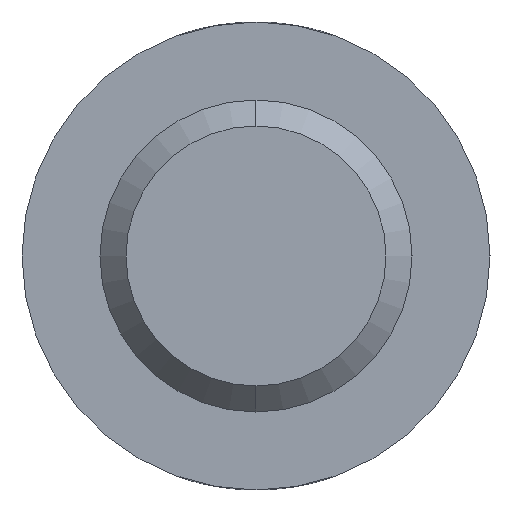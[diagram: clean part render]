
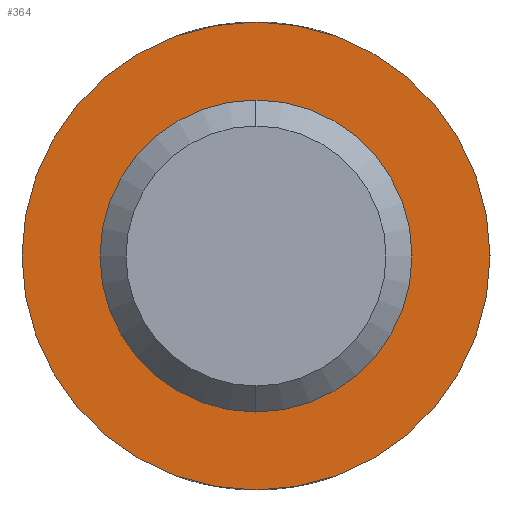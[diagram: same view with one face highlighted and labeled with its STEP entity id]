
A CAD part, left-side view. The second image highlights one B-rep face of the part: STEP entity #364.
In plain terms, the highlighted planar face has unit normal (-1, 0, 0).
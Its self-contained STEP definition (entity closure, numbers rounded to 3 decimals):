
#3 = AXIS2_PLACEMENT_3D ( 'NONE', #83, #122, #173 ) ;
#7 = EDGE_LOOP ( 'NONE', ( #481, #399 ) ) ;
#22 = DIRECTION ( 'NONE',  ( 0., 0., -1. ) ) ;
#24 = EDGE_LOOP ( 'NONE', ( #302, #174 ) ) ;
#28 = CIRCLE ( 'NONE', #88, 9. ) ;
#30 = DIRECTION ( 'NONE',  ( 1., 0., 0. ) ) ;
#32 = VERTEX_POINT ( 'NONE', #503 ) ;
#59 = EDGE_CURVE ( 'NONE', #575, #81, #232, .T. ) ;
#73 = CARTESIAN_POINT ( 'NONE',  ( 15., 0., -9. ) ) ;
#75 = DIRECTION ( 'NONE',  ( 1., 0., 0. ) ) ;
#77 = AXIS2_PLACEMENT_3D ( 'NONE', #111, #536, #22 ) ;
#81 = VERTEX_POINT ( 'NONE', #584 ) ;
#83 = CARTESIAN_POINT ( 'NONE',  ( 15., 0., 0. ) ) ;
#88 = AXIS2_PLACEMENT_3D ( 'NONE', #217, #30, #392 ) ;
#103 = CARTESIAN_POINT ( 'NONE',  ( 15., 0., 6. ) ) ;
#104 = DIRECTION ( 'NONE',  ( 1., 0., 0. ) ) ;
#108 = CIRCLE ( 'NONE', #540, 6. ) ;
#109 = EDGE_CURVE ( 'NONE', #32, #269, #28, .T. ) ;
#111 = CARTESIAN_POINT ( 'NONE',  ( 15., 0., 0. ) ) ;
#113 = EDGE_CURVE ( 'NONE', #269, #32, #330, .T. ) ;
#122 = DIRECTION ( 'NONE',  ( 1., 0., 0. ) ) ;
#162 = EDGE_CURVE ( 'NONE', #81, #575, #108, .T. ) ;
#173 = DIRECTION ( 'NONE',  ( 0., 0., -1. ) ) ;
#174 = ORIENTED_EDGE ( 'NONE', *, *, #162, .T. ) ;
#217 = CARTESIAN_POINT ( 'NONE',  ( 15., 0., 0. ) ) ;
#232 = CIRCLE ( 'NONE', #3, 6. ) ;
#269 = VERTEX_POINT ( 'NONE', #73 ) ;
#296 = AXIS2_PLACEMENT_3D ( 'NONE', #593, #75, #595 ) ;
#302 = ORIENTED_EDGE ( 'NONE', *, *, #59, .T. ) ;
#330 = CIRCLE ( 'NONE', #77, 9. ) ;
#364 = ADVANCED_FACE ( 'NONE', ( #485, #583 ), #445, .F. ) ;
#367 = CARTESIAN_POINT ( 'NONE',  ( 15., 0., 0. ) ) ;
#392 = DIRECTION ( 'NONE',  ( 0., 0., -1. ) ) ;
#399 = ORIENTED_EDGE ( 'NONE', *, *, #113, .F. ) ;
#445 = PLANE ( 'NONE',  #296 ) ;
#481 = ORIENTED_EDGE ( 'NONE', *, *, #109, .F. ) ;
#485 = FACE_BOUND ( 'NONE', #24, .T. ) ;
#503 = CARTESIAN_POINT ( 'NONE',  ( 15., 0., 9. ) ) ;
#507 = DIRECTION ( 'NONE',  ( 0., 0., -1. ) ) ;
#536 = DIRECTION ( 'NONE',  ( 1., 0., 0. ) ) ;
#540 = AXIS2_PLACEMENT_3D ( 'NONE', #367, #104, #507 ) ;
#575 = VERTEX_POINT ( 'NONE', #103 ) ;
#583 = FACE_OUTER_BOUND ( 'NONE', #7, .T. ) ;
#584 = CARTESIAN_POINT ( 'NONE',  ( 15., 0., -6. ) ) ;
#593 = CARTESIAN_POINT ( 'NONE',  ( 15., 0., 0. ) ) ;
#595 = DIRECTION ( 'NONE',  ( 0., 0., -1. ) ) ;
